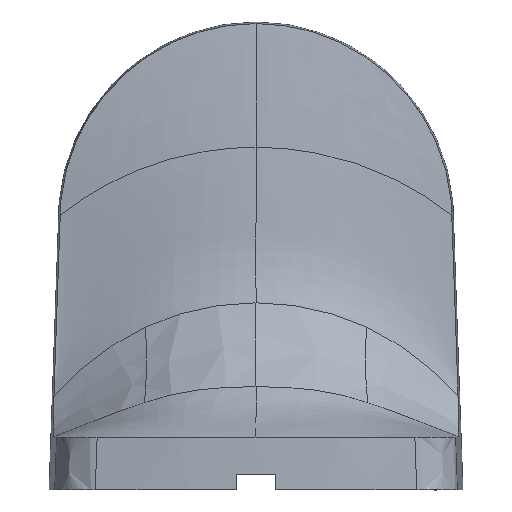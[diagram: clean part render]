
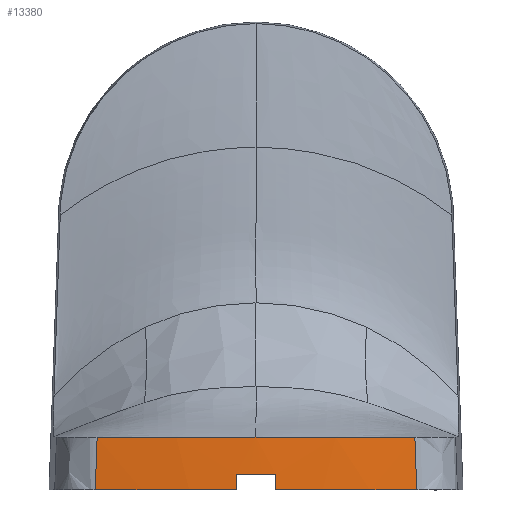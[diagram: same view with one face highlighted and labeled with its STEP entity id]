
A CAD part, front view. The second image highlights one B-rep face of the part: STEP entity #13380.
In plain terms, the highlighted conical face has half-angle 2 degrees and reference radius 452 mm.
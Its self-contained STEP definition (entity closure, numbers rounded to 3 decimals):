
#221 = LINE ( 'NONE', #47440, #43218 ) ;
#403 = CARTESIAN_POINT ( 'NONE',  ( -60.96, -97.87, 0. ) ) ;
#2825 = CARTESIAN_POINT ( 'NONE',  ( 60.253, -97.264, 20. ) ) ;
#2958 = ORIENTED_EDGE ( 'NONE', *, *, #31203, .F. ) ;
#3682 = VERTEX_POINT ( 'NONE', #403 ) ;
#3900 = CARTESIAN_POINT ( 'NONE',  ( -19.725, -100.984, 20.001 ) ) ;
#4009 = CARTESIAN_POINT ( 'NONE',  ( 20.144, -101.302, 20. ) ) ;
#4072 = ORIENTED_EDGE ( 'NONE', *, *, #11642, .T. ) ;
#4708 = B_SPLINE_CURVE_WITH_KNOTS ( 'NONE', 3,
 ( #42739, #32878, #4009, #50126 ),
 .UNSPECIFIED., .F., .F.,
 ( 4, 4 ),
 ( 0., 1. ),
 .UNSPECIFIED. ) ;
#5835 = CARTESIAN_POINT ( 'NONE',  ( -60.253, -97.264, 20. ) ) ;
#6856 = CARTESIAN_POINT ( 'NONE',  ( -7.5, -101.728, 6. ) ) ;
#7390 = CARTESIAN_POINT ( 'NONE',  ( 60.96, -97.87, 0. ) ) ;
#7703 = EDGE_LOOP ( 'NONE', ( #15852, #4072, #41795, #10500, #30736, #21625, #2958, #9623, #13707 ) ) ;
#8958 = EDGE_CURVE ( 'NONE', #22463, #28138, #14000, .T. ) ;
#9621 = DIRECTION ( 'NONE',  ( 1., 0., 0. ) ) ;
#9623 = ORIENTED_EDGE ( 'NONE', *, *, #53447, .F. ) ;
#9903 = VERTEX_POINT ( 'NONE', #52106 ) ;
#10340 = CARTESIAN_POINT ( 'NONE',  ( -7.5, -101.938, 0. ) ) ;
#10500 = ORIENTED_EDGE ( 'NONE', *, *, #34557, .T. ) ;
#10701 = CONICAL_SURFACE ( 'NONE', #48636, 452., 0.035 ) ;
#11193 = CARTESIAN_POINT ( 'NONE',  ( -60.724, -97.668, 6.667 ) ) ;
#11330 = CARTESIAN_POINT ( 'NONE',  ( 60.724, -97.668, 6.667 ) ) ;
#11416 = B_SPLINE_CURVE_WITH_KNOTS ( 'NONE', 3,
 ( #50878, #11330, #15577, #2825 ),
 .UNSPECIFIED., .F., .F.,
 ( 4, 4 ),
 ( 0., 1. ),
 .UNSPECIFIED. ) ;
#11435 = EDGE_CURVE ( 'NONE', #14084, #41963, #54540, .T. ) ;
#11642 = EDGE_CURVE ( 'NONE', #37328, #27619, #221, .T. ) ;
#12118 = CARTESIAN_POINT ( 'NONE',  ( -39.745, -99.58, 20.001 ) ) ;
#12624 = DIRECTION ( 'NONE',  ( 1., 0., 0. ) ) ;
#13248 = CARTESIAN_POINT ( 'NONE',  ( -55.048, -97.964, 20.001 ) ) ;
#13380 = ADVANCED_FACE ( 'NONE', ( #25027 ), #10701, .T. ) ;
#13707 = ORIENTED_EDGE ( 'NONE', *, *, #8958, .F. ) ;
#14000 = LINE ( 'NONE', #35750, #19739 ) ;
#14081 = CARTESIAN_POINT ( 'NONE',  ( 7.5, -101.728, 6. ) ) ;
#14084 = VERTEX_POINT ( 'NONE', #48157 ) ;
#14556 = DIRECTION ( 'NONE',  ( 0., -0.035, -0.999 ) ) ;
#15577 = CARTESIAN_POINT ( 'NONE',  ( 60.488, -97.465, 13.333 ) ) ;
#15852 = ORIENTED_EDGE ( 'NONE', *, *, #35572, .T. ) ;
#16292 = DIRECTION ( 'NONE',  ( 1., 0., 0. ) ) ;
#16637 = CARTESIAN_POINT ( 'NONE',  ( -9.863, -101.302, 20. ) ) ;
#18791 = CIRCLE ( 'NONE', #28698, 451.79 ) ;
#19739 = VECTOR ( 'NONE', #14556, 1000. ) ;
#21625 = ORIENTED_EDGE ( 'NONE', *, *, #11435, .F. ) ;
#22463 = VERTEX_POINT ( 'NONE', #6856 ) ;
#25027 = FACE_OUTER_BOUND ( 'NONE', #7703, .T. ) ;
#25491 = VERTEX_POINT ( 'NONE', #7390 ) ;
#25943 = DIRECTION ( 'NONE',  ( 0., -0.035, -0.999 ) ) ;
#26157 = CARTESIAN_POINT ( 'NONE',  ( 0., 350., 0. ) ) ;
#26625 =( BOUNDED_CURVE ( )  B_SPLINE_CURVE ( 3, ( #49920, #11193, #36080, #5835 ),
 .UNSPECIFIED., .F., .F. ) 
 B_SPLINE_CURVE_WITH_KNOTS ( ( 4, 4 ),
 ( 0., 1. ),
 .UNSPECIFIED. ) 
 CURVE ( )  GEOMETRIC_REPRESENTATION_ITEM ( )  RATIONAL_B_SPLINE_CURVE ( ( 1., 1., 1., 1. ) ) 
 REPRESENTATION_ITEM ( '' )  );
#27415 = EDGE_CURVE ( 'NONE', #27619, #25491, #30447, .T. ) ;
#27619 = VERTEX_POINT ( 'NONE', #38338 ) ;
#28138 = VERTEX_POINT ( 'NONE', #10340 ) ;
#28612 = CIRCLE ( 'NONE', #53007, 452. ) ;
#28698 = AXIS2_PLACEMENT_3D ( 'NONE', #40413, #48907, #9621 ) ;
#29000 = DIRECTION ( 'NONE',  ( 0., 0., -1. ) ) ;
#30447 = CIRCLE ( 'NONE', #50341, 452. ) ;
#30736 = ORIENTED_EDGE ( 'NONE', *, *, #34127, .T. ) ;
#31203 = EDGE_CURVE ( 'NONE', #3682, #14084, #26625, .T. ) ;
#32878 = CARTESIAN_POINT ( 'NONE',  ( 40.289, -99.951, 20. ) ) ;
#33811 = CARTESIAN_POINT ( 'NONE',  ( 0., 350., 0. ) ) ;
#34127 = EDGE_CURVE ( 'NONE', #9903, #41963, #4708, .T. ) ;
#34557 = EDGE_CURVE ( 'NONE', #25491, #9903, #11416, .T. ) ;
#34954 = DIRECTION ( 'NONE',  ( 0., 0., 1. ) ) ;
#35572 = EDGE_CURVE ( 'NONE', #22463, #37328, #18791, .T. ) ;
#35750 = CARTESIAN_POINT ( 'NONE',  ( -7.5, -101.833, 3. ) ) ;
#36080 = CARTESIAN_POINT ( 'NONE',  ( -60.489, -97.465, 13.333 ) ) ;
#37328 = VERTEX_POINT ( 'NONE', #14081 ) ;
#38338 = CARTESIAN_POINT ( 'NONE',  ( 7.5, -101.938, 0. ) ) ;
#40413 = CARTESIAN_POINT ( 'NONE',  ( 0., 350., 6. ) ) ;
#41795 = ORIENTED_EDGE ( 'NONE', *, *, #27415, .T. ) ;
#41963 = VERTEX_POINT ( 'NONE', #50816 ) ;
#42282 = DIRECTION ( 'NONE',  ( 0., 0., -1. ) ) ;
#42739 = CARTESIAN_POINT ( 'NONE',  ( 60.253, -97.264, 20. ) ) ;
#43218 = VECTOR ( 'NONE', #25943, 1000. ) ;
#47155 = CARTESIAN_POINT ( 'NONE',  ( -34.715, -99.995, 20.001 ) ) ;
#47375 = DIRECTION ( 'NONE',  ( -1., 0., 0. ) ) ;
#47385 = CARTESIAN_POINT ( 'NONE',  ( 0., 350., 0. ) ) ;
#47440 = CARTESIAN_POINT ( 'NONE',  ( 7.5, -101.833, 3. ) ) ;
#48157 = CARTESIAN_POINT ( 'NONE',  ( -60.253, -97.264, 20. ) ) ;
#48636 = AXIS2_PLACEMENT_3D ( 'NONE', #26157, #42282, #16292 ) ;
#48907 = DIRECTION ( 'NONE',  ( 0., 0., 1. ) ) ;
#49920 = CARTESIAN_POINT ( 'NONE',  ( -60.96, -97.87, 0. ) ) ;
#50126 = CARTESIAN_POINT ( 'NONE',  ( 0., -101.302, 20. ) ) ;
#50341 = AXIS2_PLACEMENT_3D ( 'NONE', #47385, #34954, #12624 ) ;
#50816 = CARTESIAN_POINT ( 'NONE',  ( 0., -101.302, 20. ) ) ;
#50878 = CARTESIAN_POINT ( 'NONE',  ( 60.96, -97.87, 0. ) ) ;
#51407 = CARTESIAN_POINT ( 'NONE',  ( 0., -101.302, 20. ) ) ;
#51688 = CARTESIAN_POINT ( 'NONE',  ( -49.912, -98.565, 20.001 ) ) ;
#52106 = CARTESIAN_POINT ( 'NONE',  ( 60.253, -97.264, 20. ) ) ;
#53007 = AXIS2_PLACEMENT_3D ( 'NONE', #33811, #29000, #47375 ) ;
#53221 = CARTESIAN_POINT ( 'NONE',  ( -60.253, -97.264, 20. ) ) ;
#53447 = EDGE_CURVE ( 'NONE', #28138, #3682, #28612, .T. ) ;
#54540 = B_SPLINE_CURVE_WITH_KNOTS ( 'NONE', 3,
 ( #53221, #13248, #51688, #12118, #47155, #3900, #16637, #51407 ),
 .UNSPECIFIED., .F., .F.,
 ( 4, 2, 2, 4 ),
 ( 0., 0.25, 0.5, 1. ),
 .UNSPECIFIED. ) ;
